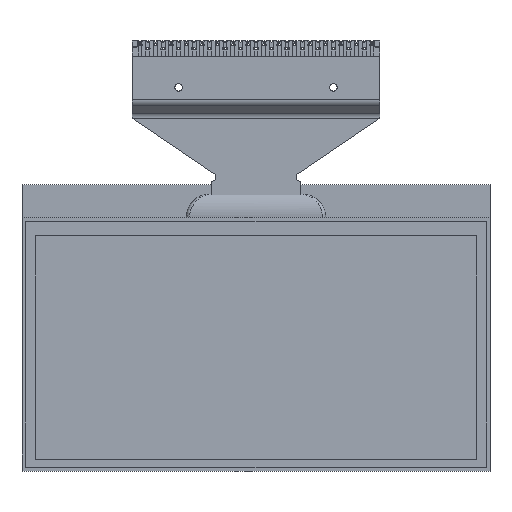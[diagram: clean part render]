
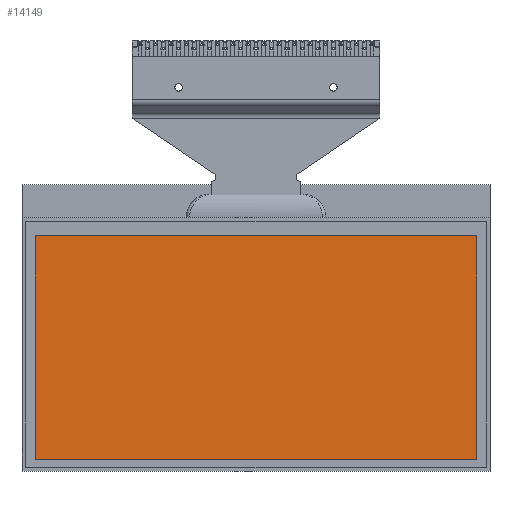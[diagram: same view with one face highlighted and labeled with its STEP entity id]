
A CAD part, front view. The second image highlights one B-rep face of the part: STEP entity #14149.
In plain terms, the highlighted planar face has unit normal (0, -1, 0).
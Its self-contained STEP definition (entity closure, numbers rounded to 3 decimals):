
#3089 = CARTESIAN_POINT ( 'NONE',  ( 28.505, 0., -17.01 ) ) ;
#3827 = EDGE_CURVE ( 'NONE', #4476, #35371, #37673, .T. ) ;
#3903 = AXIS2_PLACEMENT_3D ( 'NONE', #4688, #8935, #5974 ) ;
#4476 = VERTEX_POINT ( 'NONE', #27967 ) ;
#4688 = CARTESIAN_POINT ( 'NONE',  ( 0., 0., 0. ) ) ;
#4713 = EDGE_CURVE ( 'NONE', #35371, #6580, #33384, .T. ) ;
#5974 = DIRECTION ( 'NONE',  ( 0., 0., 1. ) ) ;
#6580 = VERTEX_POINT ( 'NONE', #7168 ) ;
#7168 = CARTESIAN_POINT ( 'NONE',  ( 28.505, 0., -17.01 ) ) ;
#8935 = DIRECTION ( 'NONE',  ( 0., 1., 0. ) ) ;
#10899 = CARTESIAN_POINT ( 'NONE',  ( -28.505, 0., 11.9 ) ) ;
#11424 = VECTOR ( 'NONE', #27159, 1000. ) ;
#11724 = CARTESIAN_POINT ( 'NONE',  ( -28.505, 0., -17.01 ) ) ;
#12378 = VERTEX_POINT ( 'NONE', #26554 ) ;
#12559 = DIRECTION ( 'NONE',  ( 0., 0., 1. ) ) ;
#12765 = LINE ( 'NONE', #27434, #16500 ) ;
#14149 = ADVANCED_FACE ( 'NONE', ( #22471 ), #35678, .F. ) ;
#14672 = EDGE_CURVE ( 'NONE', #6580, #12378, #12765, .T. ) ;
#15122 = ORIENTED_EDGE ( 'NONE', *, *, #3827, .T. ) ;
#16500 = VECTOR ( 'NONE', #12559, 1000. ) ;
#16721 = CARTESIAN_POINT ( 'NONE',  ( 28.505, 0., 11.9 ) ) ;
#19858 = LINE ( 'NONE', #16721, #34462 ) ;
#21617 = EDGE_CURVE ( 'NONE', #12378, #4476, #19858, .T. ) ;
#21807 = ORIENTED_EDGE ( 'NONE', *, *, #4713, .T. ) ;
#22227 = DIRECTION ( 'NONE',  ( -1., 0., 0. ) ) ;
#22471 = FACE_OUTER_BOUND ( 'NONE', #37106, .T. ) ;
#22625 = ORIENTED_EDGE ( 'NONE', *, *, #14672, .T. ) ;
#22804 = DIRECTION ( 'NONE',  ( 0., 0., -1. ) ) ;
#26554 = CARTESIAN_POINT ( 'NONE',  ( 28.505, 0., 11.9 ) ) ;
#27159 = DIRECTION ( 'NONE',  ( 1., 0., 0. ) ) ;
#27434 = CARTESIAN_POINT ( 'NONE',  ( 28.505, 0., 11.9 ) ) ;
#27967 = CARTESIAN_POINT ( 'NONE',  ( -28.505, 0., 11.9 ) ) ;
#28198 = ORIENTED_EDGE ( 'NONE', *, *, #21617, .T. ) ;
#33384 = LINE ( 'NONE', #3089, #11424 ) ;
#34462 = VECTOR ( 'NONE', #22227, 1000. ) ;
#35371 = VERTEX_POINT ( 'NONE', #11724 ) ;
#35678 = PLANE ( 'NONE',  #3903 ) ;
#37106 = EDGE_LOOP ( 'NONE', ( #15122, #21807, #22625, #28198 ) ) ;
#37673 = LINE ( 'NONE', #10899, #38209 ) ;
#38209 = VECTOR ( 'NONE', #22804, 1000. ) ;
